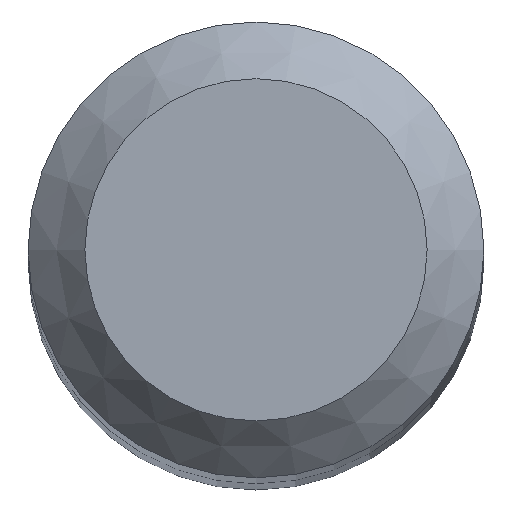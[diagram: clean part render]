
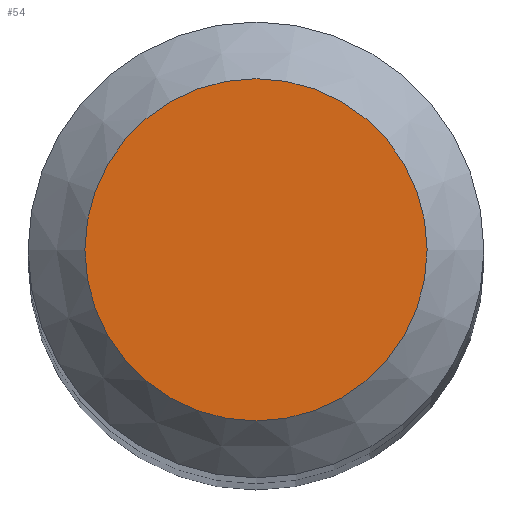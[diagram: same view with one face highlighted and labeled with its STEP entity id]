
A CAD part, top view. The second image highlights one B-rep face of the part: STEP entity #54.
In plain terms, the highlighted planar face has unit normal (0, 0, 1).
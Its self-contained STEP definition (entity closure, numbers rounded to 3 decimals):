
#46=PLANE('',#204);
#49=FACE_OUTER_BOUND('',#94,.T.);
#54=ADVANCED_FACE('',(#49),#46,.T.);
#94=EDGE_LOOP('',(#114));
#114=ORIENTED_EDGE('',*,*,#144,.F.);
#133=VERTEX_POINT('',#309);
#144=EDGE_CURVE('',#133,#133,#154,.T.);
#154=CIRCLE('',#203,2.29);
#203=AXIS2_PLACEMENT_3D('',#308,#238,#239);
#204=AXIS2_PLACEMENT_3D('',#310,#240,#241);
#238=DIRECTION('',(0.,0.,-1.));
#239=DIRECTION('',(1.,0.,0.));
#240=DIRECTION('',(0.,0.,1.));
#241=DIRECTION('',(-1.,0.,0.));
#308=CARTESIAN_POINT('',(0.,0.,0.));
#309=CARTESIAN_POINT('',(2.29,0.,0.));
#310=CARTESIAN_POINT('',(2.29,0.,0.));
